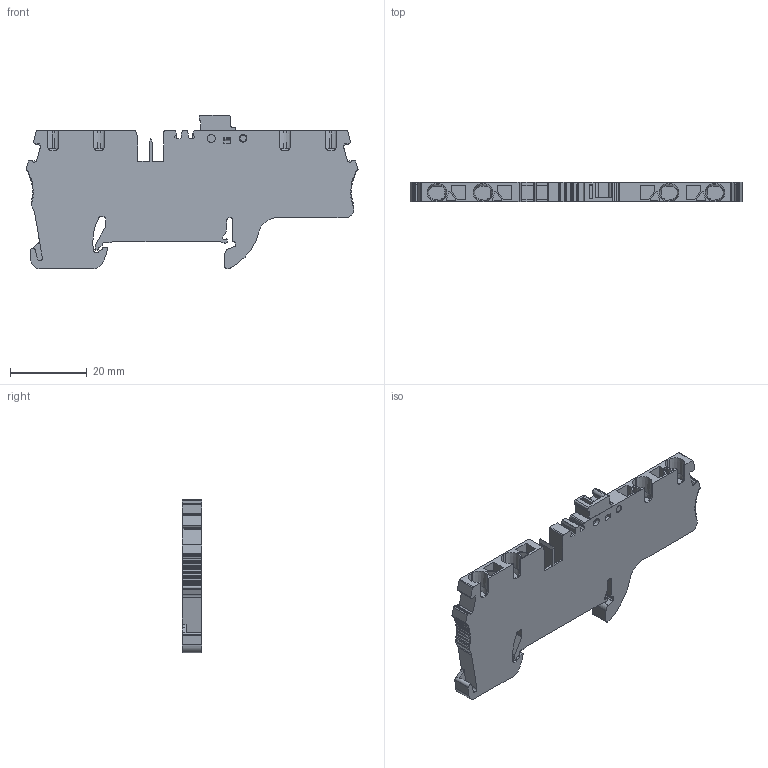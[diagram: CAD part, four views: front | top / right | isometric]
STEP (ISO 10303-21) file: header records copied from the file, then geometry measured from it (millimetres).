
FILE_DESCRIPTION(/* description */ ('Unknown'),/* implementation_level */ '2;1');
FILE_NAME(/* name */ 'SQK2_5-2X2_3D_SOLID',/* time_stamp */ '2022-05-20T13:52:33+05:00',/* author */ ('Unknown'),/* organization */ ('Unknown'),/* preprocessor_version */ 'ST-DEVELOPER v16.7',/* originating_system */ 'DEX',/* authorisation */ $);
FILE_SCHEMA (('TECHNICAL_DATA_PACKAGING','AUTOMOTIVE_DESIGN {1 0 10303 214 3 1 1}'));
Length unit declared in the file: millimetre
Products named in the file (1): SQK2_5-2X2_3D_SOLID
Bounding box: 86.74 x 5 x 40.05 mm (x, y, z)
Volume: 10713.7 mm3; surface area: 7670.7 mm2
Topology: 1 solids, 3 shells, 416 faces, 1205 edges, 812 vertices
Faces by surface type: plane 233, cylinder 169, cone 10, bspline 4
Full cylindrical faces by diameter (mm): 2 x2, 2.1 x2
Entity records: 17298 total; most frequent: CARTESIAN_POINT 3243, ORIENTED_EDGE 2374, DIRECTION 2301, EDGE_CURVE 1187, VERTEX_POINT 804, LINE 771, VECTOR 771, AXIS2_PLACEMENT_3D 765
